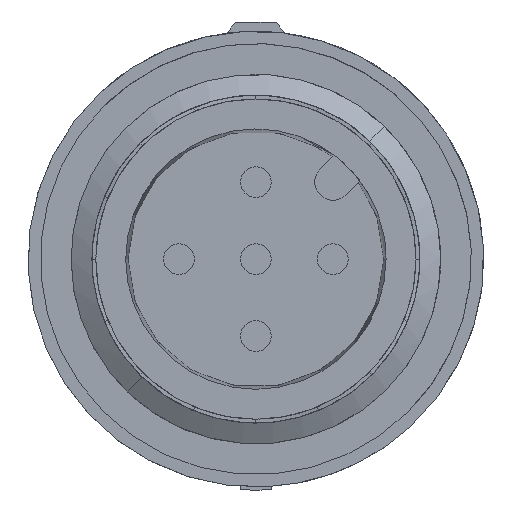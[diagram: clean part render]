
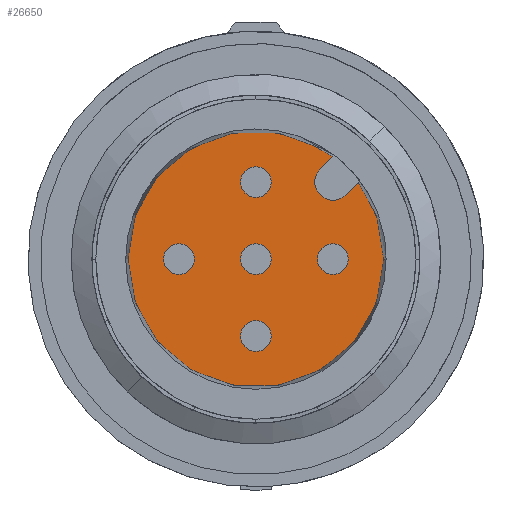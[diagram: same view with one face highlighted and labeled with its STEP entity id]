
A CAD part, front view. The second image highlights one B-rep face of the part: STEP entity #26650.
In plain terms, the highlighted face is planar.
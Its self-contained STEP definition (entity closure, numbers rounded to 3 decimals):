
#12700=CARTESIAN_POINT('',(-3.328,2.479,-37.9));
#12710=VERTEX_POINT('',#12700);
#12980=CARTESIAN_POINT('',(-2.479,3.328,-37.9));
#12990=VERTEX_POINT('',#12980);
#13020=CARTESIAN_POINT('',(0.,0.,
-37.9));
#13030=DIRECTION('',(0.,0.,-1.));
#13040=DIRECTION('',(1.,0.,0.));
#13050=AXIS2_PLACEMENT_3D('',#13020,#13030,#13040);
#13060=CIRCLE('',#13050,4.15);
#13070=CARTESIAN_POINT('',(4.15,0.,-37.9))
;
#13080=VERTEX_POINT('',#13070);
#13090=EDGE_CURVE('',#12990,#13080,#13060,.T.);
#13230=CARTESIAN_POINT('',(-4.15,0.,-37.9)
);
#13240=VERTEX_POINT('',#13230);
#13270=EDGE_CURVE('',#13240,#12710,#13060,.T.);
#13440=CARTESIAN_POINT('',(-2.086,2.934,-37.9));
#13450=VERTEX_POINT('',#13440);
#13480=CARTESIAN_POINT('',(-31.86,32.709,
-37.9));
#13490=DIRECTION('',(-0.707,0.707,
0.));
#13500=VECTOR('',#13490,1.);
#13510=LINE('',#13480,#13500);
#13520=EDGE_CURVE('',#13450,#12990,#13510,.T.);
#14070=CARTESIAN_POINT('',(-2.854,-0.354,-37.9));
#14080=VERTEX_POINT('',#14070);
#14130=CARTESIAN_POINT('',(-2.5,0.,-37.9))
;
#14140=DIRECTION('',(0.,0.,-1.));
#14150=DIRECTION('',(-0.707,-0.707,
0.));
#14160=AXIS2_PLACEMENT_3D('',#14130,#14140,#14150);
#14170=CIRCLE('',#14160,0.5);
#14180=CARTESIAN_POINT('',(-2.146,0.354,-37.9));
#14190=VERTEX_POINT('',#14180);
#14200=EDGE_CURVE('',#14190,#14080,#14170,.T.);
#14840=CARTESIAN_POINT('',(-0.354,-0.354,-37.9))
;
#14850=VERTEX_POINT('',#14840);
#14880=CARTESIAN_POINT('',(0.,0.,
-37.9));
#14890=DIRECTION('',(0.,0.,-1.));
#14900=DIRECTION('',(-0.707,-0.707,
0.));
#14910=AXIS2_PLACEMENT_3D('',#14880,#14890,#14900);
#14920=CIRCLE('',#14910,0.5);
#14930=CARTESIAN_POINT('',(0.354,0.354,-37.9));
#14940=VERTEX_POINT('',#14930);
#14950=EDGE_CURVE('',#14940,#14850,#14920,.T.);
#18120=CARTESIAN_POINT('',(2.146,-0.354,-37.9));
#18130=VERTEX_POINT('',#18120);
#18180=CARTESIAN_POINT('',(2.5,0.,-37.9));
#18190=DIRECTION('',(0.,0.,-1.));
#18200=DIRECTION('',(-0.707,-0.707,
0.));
#18210=AXIS2_PLACEMENT_3D('',#18180,#18190,#18200);
#18220=CIRCLE('',#18210,0.5);
#18230=CARTESIAN_POINT('',(2.854,0.354,-37.9));
#18240=VERTEX_POINT('',#18230);
#18250=EDGE_CURVE('',#18240,#18130,#18220,.T.);
#18520=CARTESIAN_POINT('',(-31.86,31.012,
-37.9));
#18530=DIRECTION('',(0.707,-0.707,
0.));
#18540=VECTOR('',#18530,1.);
#18550=LINE('',#18520,#18540);
#18560=CARTESIAN_POINT('',(-2.934,2.086,-37.9));
#18570=VERTEX_POINT('',#18560);
#18580=EDGE_CURVE('',#12710,#18570,#18550,.T.);
#21410=CARTESIAN_POINT('',(-0.354,-2.854,-37.9));
#21420=VERTEX_POINT('',#21410);
#21450=CARTESIAN_POINT('',(0.,-2.5,-37.9)
);
#21460=DIRECTION('',(0.,0.,-1.));
#21470=DIRECTION('',(-0.707,-0.707,
0.));
#21480=AXIS2_PLACEMENT_3D('',#21450,#21460,#21470);
#21490=CIRCLE('',#21480,0.5);
#21500=CARTESIAN_POINT('',(0.354,-2.146,-37.9));
#21510=VERTEX_POINT('',#21500);
#21520=EDGE_CURVE('',#21510,#21420,#21490,.T.);
#24920=CARTESIAN_POINT('',(-0.354,2.146,-37.9));
#24930=VERTEX_POINT('',#24920);
#24960=CARTESIAN_POINT('',(0.,2.5,-37.9))
;
#24970=DIRECTION('',(0.,0.,-1.));
#24980=DIRECTION('',(-0.707,-0.707,
0.));
#24990=AXIS2_PLACEMENT_3D('',#24960,#24970,#24980);
#25000=CIRCLE('',#24990,0.5);
#25010=CARTESIAN_POINT('',(0.354,2.854,-37.9));
#25020=VERTEX_POINT('',#25010);
#25030=EDGE_CURVE('',#25020,#24930,#25000,.T.);
#26200=CARTESIAN_POINT('',(-0.035,-1.138,-37.9))
;
#26210=DIRECTION('',(0.,0.,-1.));
#26220=DIRECTION('',(0.707,-0.707,
0.));
#26230=AXIS2_PLACEMENT_3D('',#26200,#26210,#26220);
#26240=PLANE('',#26230);
#26250=EDGE_CURVE('',#14850,#14940,#14920,.T.);
#26260=ORIENTED_EDGE('',*,*,#26250,.F.);
#26270=ORIENTED_EDGE('',*,*,#14950,.F.);
#26280=EDGE_LOOP('',(#26270,#26260));
#26290=FACE_BOUND('',#26280,.T.);
#26300=EDGE_CURVE('',#21420,#21510,#21490,.T.);
#26310=ORIENTED_EDGE('',*,*,#26300,.F.);
#26320=ORIENTED_EDGE('',*,*,#21520,.F.);
#26330=EDGE_LOOP('',(#26320,#26310));
#26340=FACE_BOUND('',#26330,.T.);
#26350=EDGE_CURVE('',#18130,#18240,#18220,.T.);
#26360=ORIENTED_EDGE('',*,*,#26350,.F.);
#26370=ORIENTED_EDGE('',*,*,#18250,.F.);
#26380=EDGE_LOOP('',(#26370,#26360));
#26390=FACE_BOUND('',#26380,.T.);
#26400=EDGE_CURVE('',#24930,#25020,#25000,.T.);
#26410=ORIENTED_EDGE('',*,*,#26400,.F.);
#26420=ORIENTED_EDGE('',*,*,#25030,.F.);
#26430=EDGE_LOOP('',(#26420,#26410));
#26440=FACE_BOUND('',#26430,.T.);
#26450=EDGE_CURVE('',#14080,#14190,#14170,.T.);
#26460=ORIENTED_EDGE('',*,*,#26450,.F.);
#26470=ORIENTED_EDGE('',*,*,#14200,.F.);
#26480=EDGE_LOOP('',(#26470,#26460));
#26490=FACE_BOUND('',#26480,.T.);
#26500=EDGE_CURVE('',#13080,#13240,#13060,.T.);
#26510=ORIENTED_EDGE('',*,*,#26500,.T.);
#26520=ORIENTED_EDGE('',*,*,#13090,.T.);
#26530=ORIENTED_EDGE('',*,*,#13520,.T.);
#26540=CARTESIAN_POINT('',(-2.51,2.51,-37.9));
#26550=DIRECTION('',(0.,0.,-1.));
#26560=DIRECTION('',(1.,0.,0.));
#26570=AXIS2_PLACEMENT_3D('',#26540,#26550,#26560);
#26580=CIRCLE('',#26570,0.6);
#26590=EDGE_CURVE('',#13450,#18570,#26580,.T.);
#26600=ORIENTED_EDGE('',*,*,#26590,.F.);
#26610=ORIENTED_EDGE('',*,*,#18580,.T.);
#26620=ORIENTED_EDGE('',*,*,#13270,.T.);
#26630=EDGE_LOOP('',(#26620,#26610,#26600,#26530,#26520,#26510));
#26640=FACE_OUTER_BOUND('',#26630,.T.);
#26650=ADVANCED_FACE('',(#26290,#26340,#26390,#26440,#26490,#26640),
#26240,.T.);
